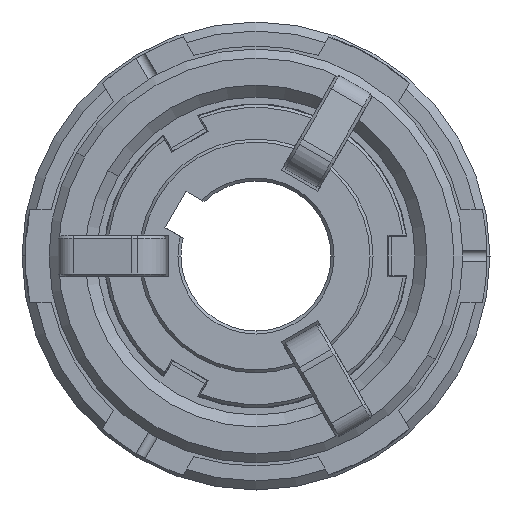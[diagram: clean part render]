
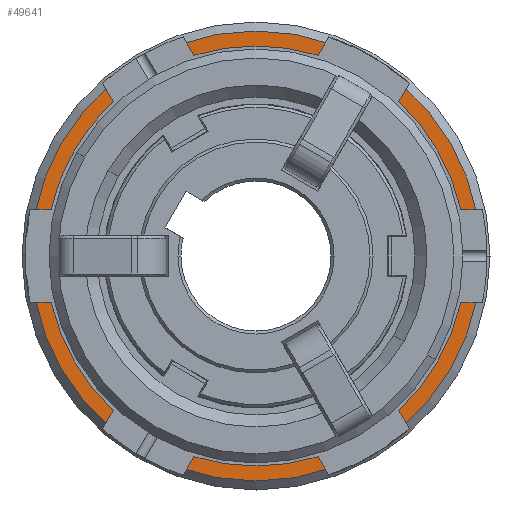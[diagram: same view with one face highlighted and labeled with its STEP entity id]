
A CAD part, left-side view. The second image highlights one B-rep face of the part: STEP entity #49641.
In plain terms, the highlighted planar face has unit normal (-1, 0, 0).
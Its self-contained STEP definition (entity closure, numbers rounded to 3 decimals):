
#2765 = DIRECTION ( 'NONE',  ( 0., 1., 0. ) ) ;
#2766 = DIRECTION ( 'NONE',  ( 1., 0., 0. ) ) ;
#2767 = CARTESIAN_POINT ( 'NONE',  ( 45., 0., 0. ) ) ;
#2768 = AXIS2_PLACEMENT_3D ( 'NONE', #2767, #2766, #2765 ) ;
#2769 = CIRCLE ( 'NONE', #2768, 29.5 ) ;
#2774 = CARTESIAN_POINT ( 'NONE',  ( 45., 0., 0. ) ) ;
#2775 = AXIS2_PLACEMENT_3D ( 'NONE', #2774, #2837, #2836 ) ;
#2781 = CIRCLE ( 'NONE', #2775, 37.5 ) ;
#2834 = CARTESIAN_POINT ( 'NONE',  ( 45., -37.5, 0. ) ) ;
#2835 = CARTESIAN_POINT ( 'NONE',  ( 45., 37.5, 0. ) ) ;
#2836 = DIRECTION ( 'NONE',  ( 0., 1., 0. ) ) ;
#2837 = DIRECTION ( 'NONE',  ( 1., 0., 0. ) ) ;
#2985 = DIRECTION ( 'NONE',  ( 0., 1., 0. ) ) ;
#2986 = DIRECTION ( 'NONE',  ( 1., 0., 0. ) ) ;
#2987 = CARTESIAN_POINT ( 'NONE',  ( 45., 0., 0. ) ) ;
#2988 = AXIS2_PLACEMENT_3D ( 'NONE', #2987, #2986, #2985 ) ;
#2989 = CIRCLE ( 'NONE', #2988, 29.5 ) ;
#2990 = CARTESIAN_POINT ( 'NONE',  ( 45., -3.5, 29.292 ) ) ;
#2991 = CARTESIAN_POINT ( 'NONE',  ( 45., -29.5, 0. ) ) ;
#3053 = CARTESIAN_POINT ( 'NONE',  ( 45., 29.5, 0. ) ) ;
#21634 = CARTESIAN_POINT ( 'NONE',  ( 45., 0., 30. ) ) ;
#28906 = CARTESIAN_POINT ( 'NONE',  ( 45., 3.5, 29.292 ) ) ;
#28907 = DIRECTION ( 'NONE',  ( 0., 0., -1. ) ) ;
#28908 = VECTOR ( 'NONE', #28907, 1000. ) ;
#28909 = CARTESIAN_POINT ( 'NONE',  ( 45., 3.5, 30. ) ) ;
#28910 = LINE ( 'NONE', #28909, #28908 ) ;
#28911 = CARTESIAN_POINT ( 'NONE',  ( 45., 3.5, 30. ) ) ;
#29084 = DIRECTION ( 'NONE',  ( 0., 1., 0. ) ) ;
#29085 = VECTOR ( 'NONE', #29084, 1000. ) ;
#29086 = CARTESIAN_POINT ( 'NONE',  ( 45., 3.5, 30. ) ) ;
#29087 = LINE ( 'NONE', #29086, #29085 ) ;
#29125 = LINE ( 'NONE', #29191, #29190 ) ;
#29165 = DIRECTION ( 'NONE',  ( 0., -1., 0. ) ) ;
#29166 = DIRECTION ( 'NONE',  ( -1., 0., 0. ) ) ;
#29167 = CARTESIAN_POINT ( 'NONE',  ( 45., 37.5, 0. ) ) ;
#29168 = AXIS2_PLACEMENT_3D ( 'NONE', #29167, #29166, #29165 ) ;
#29169 = PLANE ( 'NONE',  #29168 ) ;
#29170 = FACE_OUTER_BOUND ( 'NONE', #49631, .T. ) ;
#29171 = FACE_BOUND ( 'NONE', #49642, .T. ) ;
#29172 = DIRECTION ( 'NONE',  ( 0., 1., 0. ) ) ;
#29173 = DIRECTION ( 'NONE',  ( 1., 0., 0. ) ) ;
#29174 = CARTESIAN_POINT ( 'NONE',  ( 45., 0., 0. ) ) ;
#29175 = AXIS2_PLACEMENT_3D ( 'NONE', #29174, #29173, #29172 ) ;
#29176 = CIRCLE ( 'NONE', #29175, 29.5 ) ;
#29179 = DIRECTION ( 'NONE',  ( 0., 1., 0. ) ) ;
#29180 = DIRECTION ( 'NONE',  ( 1., 0., 0. ) ) ;
#29181 = CARTESIAN_POINT ( 'NONE',  ( 45., 0., 0. ) ) ;
#29182 = AXIS2_PLACEMENT_3D ( 'NONE', #29181, #29180, #29179 ) ;
#29183 = CIRCLE ( 'NONE', #29182, 37.5 ) ;
#29184 = DIRECTION ( 'NONE',  ( 0., 0., 1. ) ) ;
#29185 = VECTOR ( 'NONE', #29184, 1000. ) ;
#29186 = CARTESIAN_POINT ( 'NONE',  ( 45., -3.5, 30. ) ) ;
#29187 = LINE ( 'NONE', #29186, #29185 ) ;
#29188 = CARTESIAN_POINT ( 'NONE',  ( 45., -3.5, 30. ) ) ;
#29189 = DIRECTION ( 'NONE',  ( 0., 1., 0. ) ) ;
#29190 = VECTOR ( 'NONE', #29189, 1000. ) ;
#29191 = CARTESIAN_POINT ( 'NONE',  ( 45., 3.5, 30. ) ) ;
#35023 = EDGE_CURVE ( 'NONE', #35103, #35128, #2769, .T. ) ;
#35057 = EDGE_CURVE ( 'NONE', #35059, #35060, #2781, .T. ) ;
#35059 = VERTEX_POINT ( 'NONE', #2835 ) ;
#35060 = VERTEX_POINT ( 'NONE', #2834 ) ;
#35103 = VERTEX_POINT ( 'NONE', #2991 ) ;
#35104 = VERTEX_POINT ( 'NONE', #2990 ) ;
#35106 = EDGE_CURVE ( 'NONE', #35104, #35103, #2989, .T. ) ;
#35128 = VERTEX_POINT ( 'NONE', #3053 ) ;
#44883 = VERTEX_POINT ( 'NONE', #21634 ) ;
#49478 = VERTEX_POINT ( 'NONE', #28911 ) ;
#49480 = EDGE_CURVE ( 'NONE', #49478, #49481, #28910, .T. ) ;
#49481 = VERTEX_POINT ( 'NONE', #28906 ) ;
#49565 = ORIENTED_EDGE ( 'NONE', *, *, #49566, .F. ) ;
#49566 = EDGE_CURVE ( 'NONE', #44883, #49478, #29087, .T. ) ;
#49623 = ORIENTED_EDGE ( 'NONE', *, *, #49624, .F. ) ;
#49624 = EDGE_CURVE ( 'NONE', #49625, #44883, #29125, .T. ) ;
#49625 = VERTEX_POINT ( 'NONE', #29188 ) ;
#49626 = ORIENTED_EDGE ( 'NONE', *, *, #49627, .F. ) ;
#49627 = EDGE_CURVE ( 'NONE', #35104, #49625, #29187, .T. ) ;
#49628 = ORIENTED_EDGE ( 'NONE', *, *, #35106, .T. ) ;
#49629 = ORIENTED_EDGE ( 'NONE', *, *, #35023, .T. ) ;
#49630 = ORIENTED_EDGE ( 'NONE', *, *, #49640, .T. ) ;
#49631 = EDGE_LOOP ( 'NONE', ( #49632, #49633 ) ) ;
#49632 = ORIENTED_EDGE ( 'NONE', *, *, #35057, .F. ) ;
#49633 = ORIENTED_EDGE ( 'NONE', *, *, #49634, .F. ) ;
#49634 = EDGE_CURVE ( 'NONE', #35060, #35059, #29183, .T. ) ;
#49640 = EDGE_CURVE ( 'NONE', #35128, #49481, #29176, .T. ) ;
#49641 = ADVANCED_FACE ( 'NONE', ( #29171, #29170 ), #29169, .T. ) ;
#49642 = EDGE_LOOP ( 'NONE', ( #49643, #49565, #49623, #49626, #49628, #49629, #49630 ) ) ;
#49643 = ORIENTED_EDGE ( 'NONE', *, *, #49480, .F. ) ;
